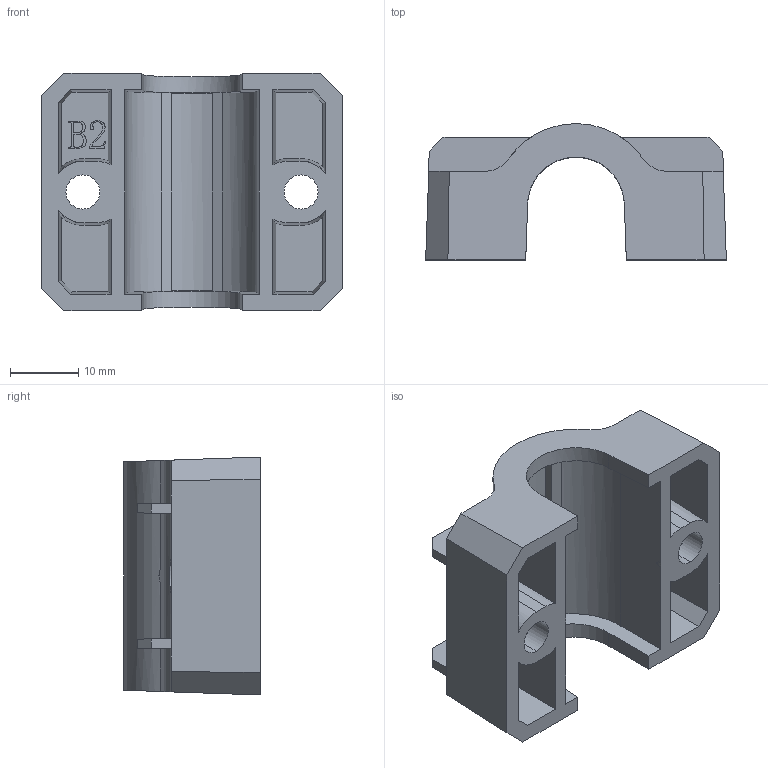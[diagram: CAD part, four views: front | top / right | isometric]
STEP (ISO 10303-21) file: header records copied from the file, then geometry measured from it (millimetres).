
FILE_DESCRIPTION (( 'STEP AP214' ), '1' );
FILE_NAME ('JXHSV06P-01006-d Base Linear Bearing Housing.step', '2023-06-08T06:48:16', ( '微软用户' ), ( '微软中国' ), 'SwSTEP 2.0', 'SolidWorks 2020', '' );
FILE_SCHEMA (( 'AUTOMOTIVE_DESIGN' ));
Length unit declared in the file: millimetre
Products named in the file (1): JXHSV06P-01006-d Base Linear Bearing Housing
Bounding box: 44.11 x 19.98 x 34.91 mm (x, y, z)
Volume: 9301.5 mm3; surface area: 8622.5 mm2
Topology: 1 solids, 1 shells, 155 faces, 427 edges, 282 vertices
Faces by surface type: plane 96, bspline 25, cylinder 22, cone 12
Entity records: 6435 total; most frequent: CARTESIAN_POINT 2458, ORIENTED_EDGE 854, DIRECTION 623, EDGE_CURVE 427, VECTOR 289, LINE 289, VERTEX_POINT 282, AXIS2_PLACEMENT_3D 167
